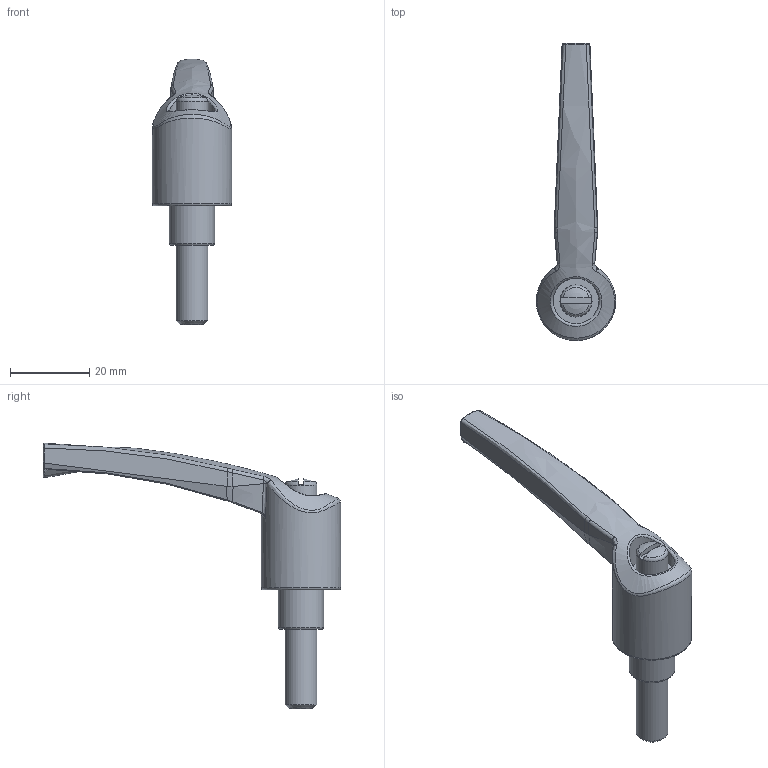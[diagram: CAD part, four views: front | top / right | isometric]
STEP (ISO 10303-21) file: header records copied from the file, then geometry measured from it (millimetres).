
FILE_DESCRIPTION( ( 'Unknown' ), '1' );
FILE_NAME( '7746180_GA65_P_M08x20.stp', 'Unknown', ( 'Unknown' ), ( 'Unknown' ), 'PSStep 14.0', 'Unknown', ' ' );
FILE_SCHEMA( ( 'AUTOMOTIVE_DESIGN { 1 0 10303 214 1 1 1 1 }' ) );
Length unit declared in the file: millimetre
Products named in the file (2): 1; 2
Bounding box: 20 x 75 x 66.98 mm (x, y, z)
Volume: 13189 mm3; surface area: 5304.1 mm2
Topology: 2 solids, 2 shells, 74 faces, 176 edges, 108 vertices
Faces by surface type: bspline 52, plane 10, cylinder 6, torus 3, sphere 2, cone 1
Full cylindrical faces by diameter (mm): 8 x2, 8.1 x1, 11.5 x2, 20 x1
Entity records: 9017 total; most frequent: CARTESIAN_POINT 7186, ORIENTED_EDGE 312, EDGE_CURVE 156, DIRECTION 132, B_SPLINE_CURVE_WITH_KNOTS 113, VERTEX_POINT 101, EDGE_LOOP 89, FACE_OUTER_BOUND 84
